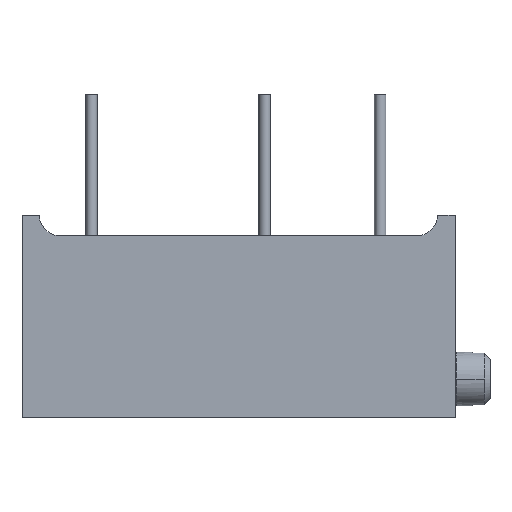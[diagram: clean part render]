
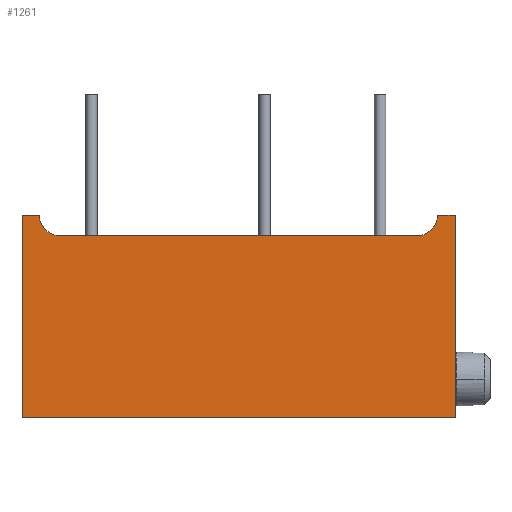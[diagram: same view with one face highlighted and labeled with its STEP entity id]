
A CAD part, top view. The second image highlights one B-rep face of the part: STEP entity #1261.
In plain terms, the highlighted planar face has unit normal (0, 0, 1).
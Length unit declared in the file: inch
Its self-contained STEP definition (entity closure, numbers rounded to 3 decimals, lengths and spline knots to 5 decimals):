
#347=CARTESIAN_POINT('',(0.065,0.35,0.19));
#348=DIRECTION('',(0.,0.,1.));
#349=DIRECTION('',(-1.,0.,0.));
#350=AXIS2_PLACEMENT_3D('',#347,#348,#349);
#352=DIRECTION('',(1.,0.,0.));
#353=VECTOR('',#352,0.619);
#354=CARTESIAN_POINT('',(0.065,0.315,0.19));
#355=LINE('',#354,#353);
#356=CARTESIAN_POINT('',(0.684,0.35,0.19));
#357=DIRECTION('',(0.,0.,1.));
#358=DIRECTION('',(0.,-1.,0.));
#359=AXIS2_PLACEMENT_3D('',#356,#357,#358);
#361=DIRECTION('',(-1.,0.,0.));
#362=VECTOR('',#361,0.031);
#363=CARTESIAN_POINT('',(0.75,0.35,0.19));
#364=LINE('',#363,#362);
#365=DIRECTION('',(0.,1.,0.));
#366=VECTOR('',#365,0.35);
#367=CARTESIAN_POINT('',(0.75,0.,0.19));
#368=LINE('',#367,#366);
#369=DIRECTION('',(1.,0.,0.));
#370=VECTOR('',#369,0.75);
#371=CARTESIAN_POINT('',(0.,0.,0.19));
#372=LINE('',#371,#370);
#373=DIRECTION('',(0.,-1.,0.));
#374=VECTOR('',#373,0.35);
#375=CARTESIAN_POINT('',(0.,0.35,0.19));
#376=LINE('',#375,#374);
#377=DIRECTION('',(-1.,0.,0.));
#378=VECTOR('',#377,0.03);
#379=CARTESIAN_POINT('',(0.03,0.35,0.19));
#380=LINE('',#379,#378);
#576=CARTESIAN_POINT('',(0.,0.,0.19));
#577=CARTESIAN_POINT('',(0.75,0.,0.19));
#578=VERTEX_POINT('',#576);
#579=VERTEX_POINT('',#577);
#580=CARTESIAN_POINT('',(0.75,0.35,0.19));
#581=VERTEX_POINT('',#580);
#582=CARTESIAN_POINT('',(0.,0.35,0.19));
#583=VERTEX_POINT('',#582);
#600=CARTESIAN_POINT('',(0.03,0.35,0.19));
#601=CARTESIAN_POINT('',(0.065,0.315,0.19));
#602=VERTEX_POINT('',#600);
#603=VERTEX_POINT('',#601);
#604=CARTESIAN_POINT('',(0.684,0.315,0.19));
#605=VERTEX_POINT('',#604);
#606=CARTESIAN_POINT('',(0.719,0.35,0.19));
#607=VERTEX_POINT('',#606);
#1243=CARTESIAN_POINT('',(0.,0.,0.19));
#1244=DIRECTION('',(0.,0.,1.));
#1245=DIRECTION('',(1.,0.,0.));
#1246=AXIS2_PLACEMENT_3D('',#1243,#1244,#1245);
#1247=PLANE('',#1246);
#1248=ORIENTED_EDGE('',*,*,#1097,.T.);
#1249=ORIENTED_EDGE('',*,*,#1235,.T.);
#1250=ORIENTED_EDGE('',*,*,#1193,.T.);
#1251=ORIENTED_EDGE('',*,*,#1140,.F.);
#1253=ORIENTED_EDGE('',*,*,#1252,.F.);
#1255=ORIENTED_EDGE('',*,*,#1254,.F.);
#1257=ORIENTED_EDGE('',*,*,#1256,.F.);
#1258=ORIENTED_EDGE('',*,*,#1164,.F.);
#1259=EDGE_LOOP('',(#1248,#1249,#1250,#1251,#1253,#1255,#1257,#1258));
#1260=FACE_OUTER_BOUND('',#1259,.F.);
#1261=ADVANCED_FACE('',(#1260),#1247,.T.);
#351=CIRCLE('',#350,0.035);
#360=CIRCLE('',#359,0.035);
#1097=EDGE_CURVE('',#602,#603,#351,.T.);
#1140=EDGE_CURVE('',#581,#607,#364,.T.);
#1164=EDGE_CURVE('',#602,#583,#380,.T.);
#1193=EDGE_CURVE('',#605,#607,#360,.T.);
#1235=EDGE_CURVE('',#603,#605,#355,.T.);
#1252=EDGE_CURVE('',#579,#581,#368,.T.);
#1254=EDGE_CURVE('',#578,#579,#372,.T.);
#1256=EDGE_CURVE('',#583,#578,#376,.T.);
